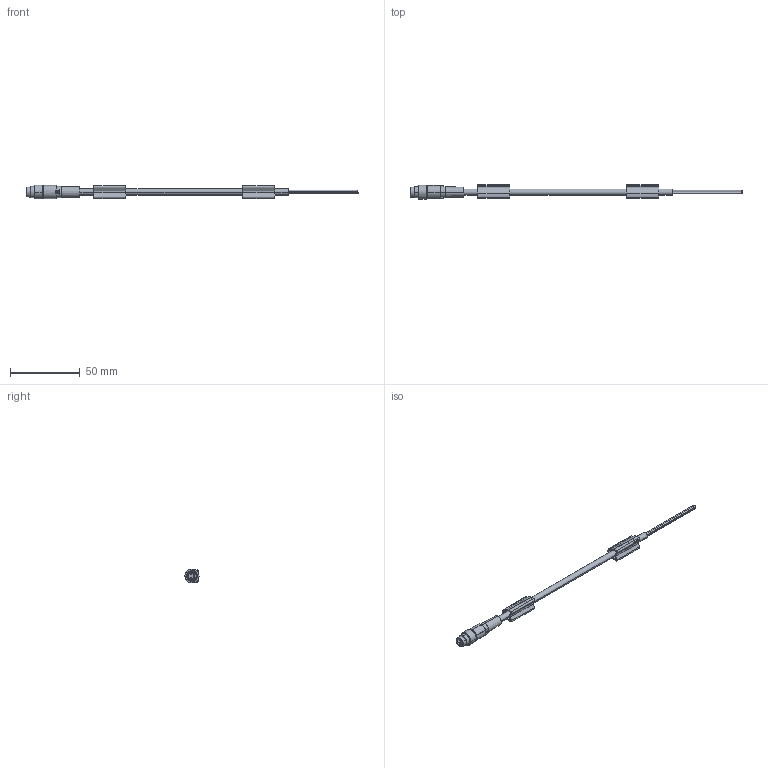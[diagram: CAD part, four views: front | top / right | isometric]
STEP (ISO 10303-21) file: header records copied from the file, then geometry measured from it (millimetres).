
FILE_DESCRIPTION(('SolidDesigner STEP Export'),'2;1');
FILE_NAME('1694143.stp','2008-11-06T15:48:08',(''),(''),'OneSpace Designer STEP processor for AP214 (Solid Model)','OneSpace Designer 14.50 18-Oct-2006 (C) CoCreate Software GmbH','');
FILE_SCHEMA(('AUTOMOTIVE_DESIGN { 1 0 10303 214 1 1 1 1 }'));
Length unit declared in the file: millimetre
Products named in the file (2): 1694143
Assembly tree (1 placements, depth 2):
  1694143
    1694143
Bounding box: 238.7 x 10.16 x 10 mm (x, y, z)
Volume: 5603.6 mm3; surface area: 7144.1 mm2
Topology: 1 solids, 1 shells, 212 faces, 601 edges, 405 vertices
Faces by surface type: cylinder 114, plane 65, extrusion 19, torus 8, cone 6
Entity records: 9707 total; most frequent: CARTESIAN_POINT 3620, ORIENTED_EDGE 1202, DIRECTION 960, EDGE_CURVE 601, VERTEX_POINT 405, AXIS2_PLACEMENT_3D 341, VECTOR 278, LINE 260
